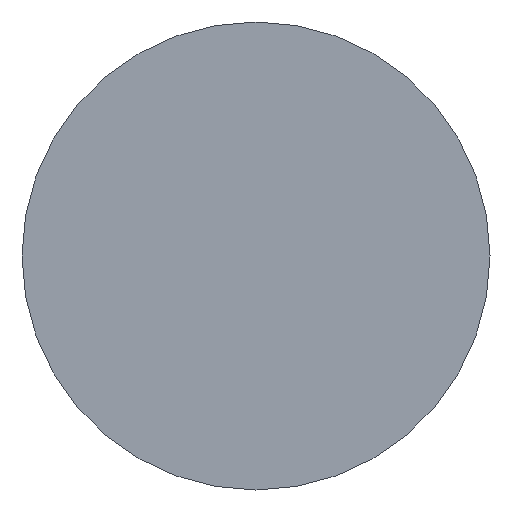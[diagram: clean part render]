
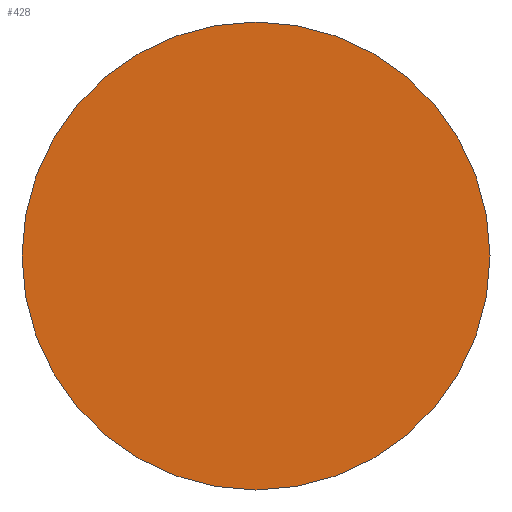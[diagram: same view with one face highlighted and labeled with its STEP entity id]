
A CAD part, front view. The second image highlights one B-rep face of the part: STEP entity #428.
In plain terms, the highlighted planar face has unit normal (0, -1, 0).
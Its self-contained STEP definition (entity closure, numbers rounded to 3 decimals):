
#24=PLANE('',#520);
#47=FACE_OUTER_BOUND('',#69,.T.);
#69=EDGE_LOOP('',(#378,#379));
#142=CIRCLE('',#518,50.);
#143=CIRCLE('',#519,50.);
#189=VERTEX_POINT('',#803);
#190=VERTEX_POINT('',#804);
#251=EDGE_CURVE('',#189,#190,#142,.T.);
#252=EDGE_CURVE('',#190,#189,#143,.T.);
#378=ORIENTED_EDGE('',*,*,#251,.T.);
#379=ORIENTED_EDGE('',*,*,#252,.T.);
#428=ADVANCED_FACE('',(#47),#24,.T.);
#518=AXIS2_PLACEMENT_3D('',#805,#671,#672);
#519=AXIS2_PLACEMENT_3D('',#806,#673,#674);
#520=AXIS2_PLACEMENT_3D('',#808,#676,#677);
#671=DIRECTION('center_axis',(0.,-1.,0.));
#672=DIRECTION('ref_axis',(-1.,0.,0.));
#673=DIRECTION('center_axis',(0.,-1.,0.));
#674=DIRECTION('ref_axis',(-1.,0.,0.));
#676=DIRECTION('center_axis',(0.,-1.,0.));
#677=DIRECTION('ref_axis',(0.,0.,-1.));
#803=CARTESIAN_POINT('',(-50.,0.,0.));
#804=CARTESIAN_POINT('',(50.,0.,0.));
#805=CARTESIAN_POINT('Origin',(0.,0.,0.));
#806=CARTESIAN_POINT('Origin',(0.,0.,0.));
#808=CARTESIAN_POINT('Origin',(-25.,0.,0.));
